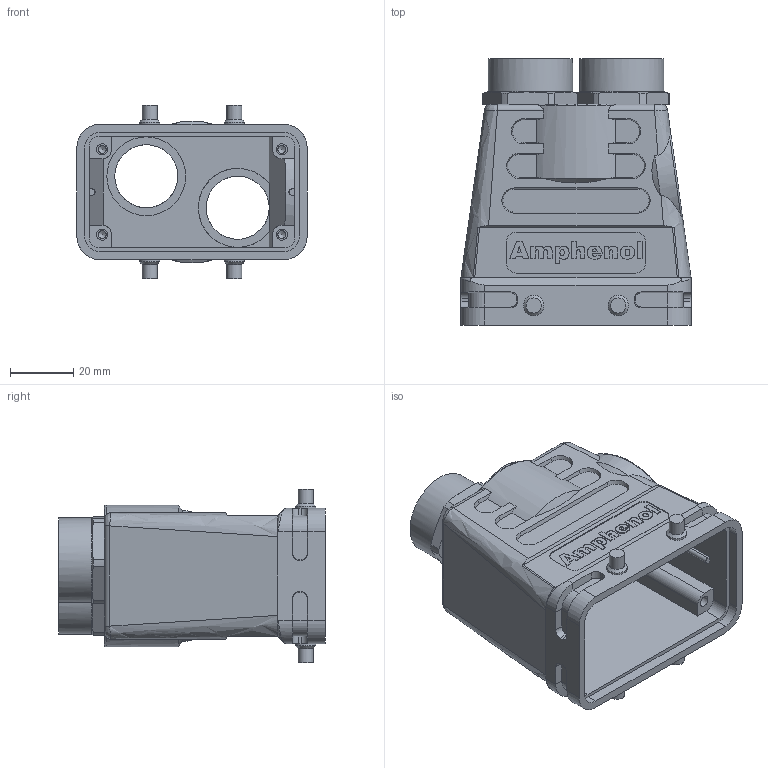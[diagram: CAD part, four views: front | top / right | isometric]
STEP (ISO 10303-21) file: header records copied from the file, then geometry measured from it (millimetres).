
FILE_DESCRIPTION(/* description */ (''),/* implementation_level */ '2;1');
FILE_NAME(/* name */ 'c146 10r010 902 8nxc001-05.stp',/* time_stamp */ '2019-08-12T07:41:34+02:00',/* author */ (''),/* organization */ (''),/* preprocessor_version */ 'ST-DEVELOPER v16.7',/* originating_system */ 'SIEMENS PLM Software NX 12.0',/* authorisation */ '');
FILE_SCHEMA (('AUTOMOTIVE_DESIGN { 1 0 10303 214 3 1 1 1 }'));
Length unit declared in the file: millimetre
Products named in the file (1): c146 10r010 902 8nxc001-05
Bounding box: 73 x 84.5 x 55 mm (x, y, z)
Volume: 53259.1 mm3; surface area: 39082.8 mm2
Topology: 1 solids, 3 shells, 398 faces, 1040 edges, 673 vertices
Faces by surface type: plane 210, cylinder 87, bspline 46, cone 30, extrusion 23, revolution 2
Full cylindrical faces by diameter (mm): 2.5 x4, 2.51 x4, 3.5 x4, 4.8 x4, 6.5 x4, 20 x2, 22.7 x2, 23.4 x2, 23.539 x4, 25 x1, 26.8 x2
Entity records: 15128 total; most frequent: CARTESIAN_POINT 4302, ORIENTED_EDGE 1908, DIRECTION 1662, EDGE_CURVE 954, VERTEX_POINT 644, AXIS2_PLACEMENT_3D 578, VECTOR 504, EDGE_LOOP 484
